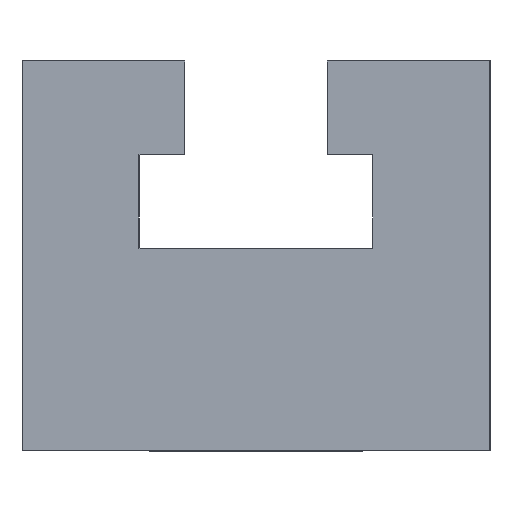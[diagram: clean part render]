
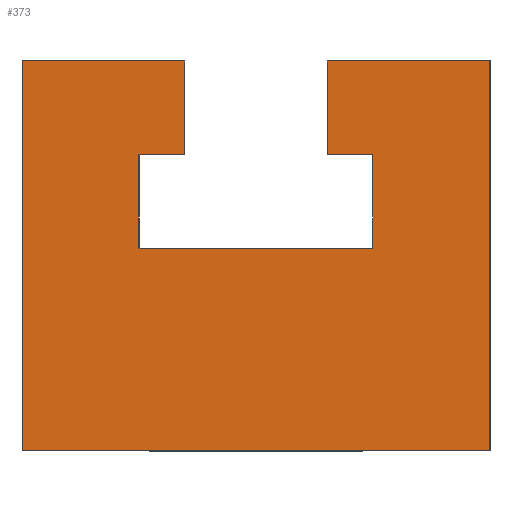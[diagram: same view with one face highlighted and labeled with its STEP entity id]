
A CAD part, left-side view. The second image highlights one B-rep face of the part: STEP entity #373.
In plain terms, the highlighted planar face has unit normal (-1, 0, 0).
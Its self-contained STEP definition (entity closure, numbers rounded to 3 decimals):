
#329=VERTEX_POINT('',#893);
#337=VERTEX_POINT('',#902);
#345=VERTEX_POINT('',#910);
#373=ADVANCED_FACE('',(#942),#943,.F.);
#375=EDGE_CURVE('',#707,#743,#945,.T.);
#435=VERTEX_POINT('',#1008);
#527=EDGE_CURVE('',#329,#337,#1121,.T.);
#547=EDGE_CURVE('',#743,#599,#1141,.T.);
#565=VERTEX_POINT('',#1162);
#581=EDGE_CURVE('',#599,#657,#1181,.T.);
#599=VERTEX_POINT('',#1200);
#647=EDGE_CURVE('',#657,#705,#1253,.T.);
#657=VERTEX_POINT('',#1263);
#659=EDGE_CURVE('',#337,#707,#1265,.T.);
#681=EDGE_CURVE('',#705,#435,#1289,.T.);
#705=VERTEX_POINT('',#1315);
#707=VERTEX_POINT('',#1317);
#709=VERTEX_POINT('',#1319);
#741=EDGE_CURVE('',#345,#709,#1352,.T.);
#743=VERTEX_POINT('',#1354);
#763=EDGE_CURVE('',#709,#795,#1381,.T.);
#777=EDGE_CURVE('',#435,#345,#1395,.T.);
#795=VERTEX_POINT('',#1413);
#799=EDGE_CURVE('',#795,#565,#1417,.T.);
#829=EDGE_CURVE('',#565,#329,#1448,.T.);
#893=CARTESIAN_POINT('',(-100.0,30.0,0.0));
#902=CARTESIAN_POINT('',(-100.0,30.0,50.0));
#910=CARTESIAN_POINT('',(-100.0,-9.15,38.0));
#942=FACE_OUTER_BOUND('',#1579,.T.);
#943=PLANE('',#1580);
#945=LINE('',#1583,#1584);
#1008=CARTESIAN_POINT('',(-100.0,-15.0,38.0));
#1121=LINE('',#1807,#1808);
#1141=LINE('',#1833,#1834);
#1162=CARTESIAN_POINT('',(-100.0,-30.0,0.0));
#1181=LINE('',#1884,#1885);
#1200=CARTESIAN_POINT('',(-100.0,15.0,38.0));
#1253=LINE('',#1981,#1982);
#1263=CARTESIAN_POINT('',(-100.0,15.0,26.0));
#1265=LINE('',#1999,#2000);
#1289=LINE('',#2036,#2037);
#1315=CARTESIAN_POINT('',(-100.0,-15.0,26.0));
#1317=CARTESIAN_POINT('',(-100.0,9.15,50.0));
#1319=CARTESIAN_POINT('',(-100.0,-9.15,50.0));
#1352=LINE('',#2123,#2124);
#1354=CARTESIAN_POINT('',(-100.0,9.15,38.0));
#1381=LINE('',#2160,#2161);
#1395=LINE('',#2184,#2185);
#1413=CARTESIAN_POINT('',(-100.0,-30.0,50.0));
#1417=LINE('',#2222,#2223);
#1448=LINE('',#2270,#2271);
#1579=EDGE_LOOP('',(#2402,#2403,#2404,#2405,#2406,#2407,#2408,#2409,#2410,#2411,#2412,#2413));
#1580=AXIS2_PLACEMENT_3D('',#2414,#2415,#2416);
#1583=CARTESIAN_POINT('',(-100.0,9.15,50.0));
#1584=VECTOR('',#2417,1.0);
#1807=CARTESIAN_POINT('',(-100.0,30.0,0.0));
#1808=VECTOR('',#2645,1.0);
#1833=CARTESIAN_POINT('',(-100.0,9.15,38.0));
#1834=VECTOR('',#2648,1.0);
#1884=CARTESIAN_POINT('',(-100.0,15.0,38.0));
#1885=VECTOR('',#2712,1.0);
#1981=CARTESIAN_POINT('',(-100.0,15.0,26.0));
#1982=VECTOR('',#2814,1.0);
#1999=CARTESIAN_POINT('',(-100.0,30.0,50.0));
#2000=VECTOR('',#2822,1.0);
#2036=CARTESIAN_POINT('',(-100.0,-15.0,26.0));
#2037=VECTOR('',#2839,1.0);
#2123=CARTESIAN_POINT('',(-100.0,-9.15,38.0));
#2124=VECTOR('',#2885,1.0);
#2160=CARTESIAN_POINT('',(-100.0,-9.15,50.0));
#2161=VECTOR('',#2918,1.0);
#2184=CARTESIAN_POINT('',(-100.0,-15.0,38.0));
#2185=VECTOR('',#2928,1.0);
#2222=CARTESIAN_POINT('',(-100.0,-30.0,50.0));
#2223=VECTOR('',#2941,1.0);
#2270=CARTESIAN_POINT('',(-100.0,-30.0,0.0));
#2271=VECTOR('',#2965,1.0);
#2402=ORIENTED_EDGE('',*,*,#527,.F.);
#2403=ORIENTED_EDGE('',*,*,#829,.F.);
#2404=ORIENTED_EDGE('',*,*,#799,.F.);
#2405=ORIENTED_EDGE('',*,*,#763,.F.);
#2406=ORIENTED_EDGE('',*,*,#741,.F.);
#2407=ORIENTED_EDGE('',*,*,#777,.F.);
#2408=ORIENTED_EDGE('',*,*,#681,.F.);
#2409=ORIENTED_EDGE('',*,*,#647,.F.);
#2410=ORIENTED_EDGE('',*,*,#581,.F.);
#2411=ORIENTED_EDGE('',*,*,#547,.F.);
#2412=ORIENTED_EDGE('',*,*,#375,.F.);
#2413=ORIENTED_EDGE('',*,*,#659,.F.);
#2414=CARTESIAN_POINT('',(-100.0,0.0,26.196));
#2415=DIRECTION('',(1.0,0.0,0.0));
#2416=DIRECTION('',(0.0,1.0,0.0));
#2417=DIRECTION('',(0.0,0.0,-1.0));
#2645=DIRECTION('',(0.0,0.0,1.0));
#2648=DIRECTION('',(0.0,1.0,0.0));
#2712=DIRECTION('',(0.0,0.0,-1.0));
#2814=DIRECTION('',(0.0,-1.0,0.0));
#2822=DIRECTION('',(0.0,-1.0,0.0));
#2839=DIRECTION('',(0.0,0.0,1.0));
#2885=DIRECTION('',(0.0,0.0,1.0));
#2918=DIRECTION('',(0.0,-1.0,0.0));
#2928=DIRECTION('',(0.0,1.0,0.0));
#2941=DIRECTION('',(0.0,0.0,-1.0));
#2965=DIRECTION('',(0.0,1.0,0.0));
